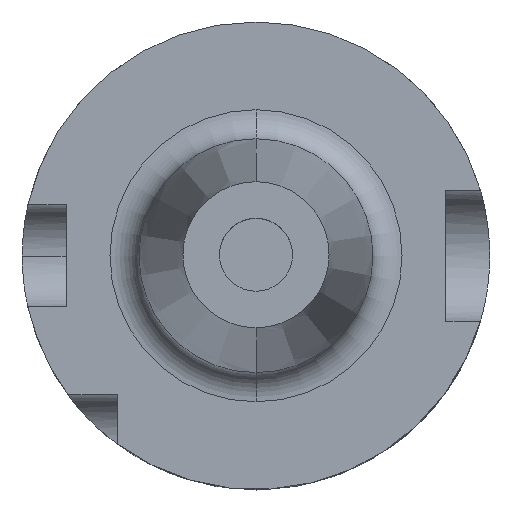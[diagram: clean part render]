
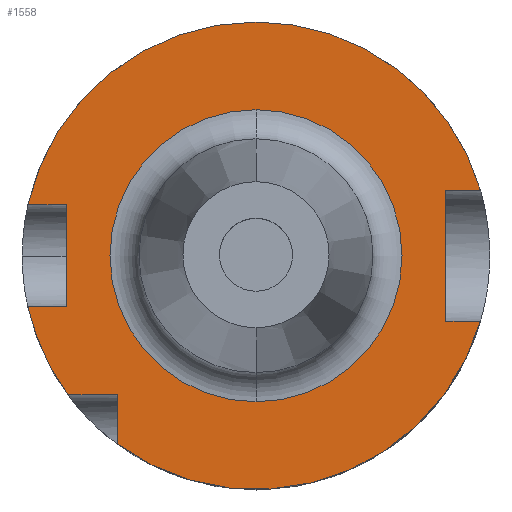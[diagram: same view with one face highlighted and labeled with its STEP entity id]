
A CAD part, top view. The second image highlights one B-rep face of the part: STEP entity #1558.
In plain terms, the highlighted planar face has unit normal (0, 0, 1).
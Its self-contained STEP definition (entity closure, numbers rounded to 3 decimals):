
#11 = ORIENTED_EDGE ( 'NONE', *, *, #1164, .F. ) ;
#34 = AXIS2_PLACEMENT_3D ( 'NONE', #3207, #1118, #2377 ) ;
#100 = CARTESIAN_POINT ( 'NONE',  ( 0., 0., 20. ) ) ;
#101 = AXIS2_PLACEMENT_3D ( 'NONE', #2351, #1324, #539 ) ;
#129 = VERTEX_POINT ( 'NONE', #1771 ) ;
#158 = VERTEX_POINT ( 'NONE', #1299 ) ;
#187 = DIRECTION ( 'NONE',  ( 0., 0., -1. ) ) ;
#220 = EDGE_LOOP ( 'NONE', ( #2207, #599, #2361, #851, #309, #11, #1050, #861, #1342, #366, #828, #2259 ) ) ;
#251 = VERTEX_POINT ( 'NONE', #1113 ) ;
#291 = VECTOR ( 'NONE', #1161, 1000. ) ;
#309 = ORIENTED_EDGE ( 'NONE', *, *, #2686, .F. ) ;
#323 = CIRCLE ( 'NONE', #3276, 9.997 ) ;
#329 = CARTESIAN_POINT ( 'NONE',  ( -15.612, 3.5, 20. ) ) ;
#366 = ORIENTED_EDGE ( 'NONE', *, *, #958, .F. ) ;
#374 = CIRCLE ( 'NONE', #628, 16. ) ;
#383 = AXIS2_PLACEMENT_3D ( 'NONE', #1517, #187, #1775 ) ;
#438 = VECTOR ( 'NONE', #2184, 1000. ) ;
#462 = CARTESIAN_POINT ( 'NONE',  ( 23., 4.5, 20. ) ) ;
#507 = CARTESIAN_POINT ( 'NONE',  ( -23., 3.5, 20. ) ) ;
#539 = DIRECTION ( 'NONE',  ( 0., -1., 0. ) ) ;
#599 = ORIENTED_EDGE ( 'NONE', *, *, #1239, .T. ) ;
#628 = AXIS2_PLACEMENT_3D ( 'NONE', #3293, #1728, #2245 ) ;
#828 = ORIENTED_EDGE ( 'NONE', *, *, #1995, .F. ) ;
#836 = DIRECTION ( 'NONE',  ( 0., 1., 0. ) ) ;
#844 = CARTESIAN_POINT ( 'NONE',  ( -13., 3.5, 20. ) ) ;
#851 = ORIENTED_EDGE ( 'NONE', *, *, #2850, .F. ) ;
#861 = ORIENTED_EDGE ( 'NONE', *, *, #1822, .T. ) ;
#865 = CARTESIAN_POINT ( 'NONE',  ( 13., 4.5, 20. ) ) ;
#894 = DIRECTION ( 'NONE',  ( 0., -1., 0. ) ) ;
#928 = LINE ( 'NONE', #2188, #2496 ) ;
#958 = EDGE_CURVE ( 'NONE', #129, #1288, #2582, .T. ) ;
#982 = EDGE_CURVE ( 'NONE', #158, #2013, #2074, .T. ) ;
#1011 = LINE ( 'NONE', #1915, #1390 ) ;
#1050 = ORIENTED_EDGE ( 'NONE', *, *, #982, .F. ) ;
#1110 = ORIENTED_EDGE ( 'NONE', *, *, #3331, .T. ) ;
#1113 = CARTESIAN_POINT ( 'NONE',  ( 13., -4.5, 20. ) ) ;
#1118 = DIRECTION ( 'NONE',  ( 0., 0., -1. ) ) ;
#1144 = DIRECTION ( 'NONE',  ( 0., -1., 0. ) ) ;
#1161 = DIRECTION ( 'NONE',  ( 1., 0., 0. ) ) ;
#1164 = EDGE_CURVE ( 'NONE', #2013, #3119, #928, .T. ) ;
#1195 = VECTOR ( 'NONE', #1573, 1000. ) ;
#1205 = VERTEX_POINT ( 'NONE', #1904 ) ;
#1207 = CARTESIAN_POINT ( 'NONE',  ( 0., 9.997, 20. ) ) ;
#1208 = CARTESIAN_POINT ( 'NONE',  ( 13., 4.5, 20. ) ) ;
#1217 = DIRECTION ( 'NONE',  ( 0., 1., 0. ) ) ;
#1220 = LINE ( 'NONE', #3231, #438 ) ;
#1239 = EDGE_CURVE ( 'NONE', #1652, #2910, #1011, .T. ) ;
#1247 = AXIS2_PLACEMENT_3D ( 'NONE', #1433, #2725, #3265 ) ;
#1288 = VERTEX_POINT ( 'NONE', #1208 ) ;
#1299 = CARTESIAN_POINT ( 'NONE',  ( 15.354, -4.5, 20. ) ) ;
#1303 = EDGE_CURVE ( 'NONE', #1722, #1205, #1628, .T. ) ;
#1324 = DIRECTION ( 'NONE',  ( 0., 0., 1. ) ) ;
#1342 = ORIENTED_EDGE ( 'NONE', *, *, #2187, .F. ) ;
#1360 = VERTEX_POINT ( 'NONE', #1988 ) ;
#1390 = VECTOR ( 'NONE', #1144, 1000. ) ;
#1433 = CARTESIAN_POINT ( 'NONE',  ( 0., 0., 20. ) ) ;
#1434 = FACE_OUTER_BOUND ( 'NONE', #220, .T. ) ;
#1470 = FACE_BOUND ( 'NONE', #2200, .T. ) ;
#1471 = CARTESIAN_POINT ( 'NONE',  ( -9.5, -9.5, 20. ) ) ;
#1517 = CARTESIAN_POINT ( 'NONE',  ( 0., 0., 20. ) ) ;
#1558 = ADVANCED_FACE ( 'NONE', ( #1470, #1434 ), #2860, .T. ) ;
#1568 = LINE ( 'NONE', #865, #2675 ) ;
#1573 = DIRECTION ( 'NONE',  ( 1., 0., 0. ) ) ;
#1615 = CARTESIAN_POINT ( 'NONE',  ( -13., -3.5, 20. ) ) ;
#1619 = ORIENTED_EDGE ( 'NONE', *, *, #2643, .T. ) ;
#1628 = CIRCLE ( 'NONE', #1857, 16. ) ;
#1640 = CARTESIAN_POINT ( 'NONE',  ( -15.612, -3.5, 20. ) ) ;
#1652 = VERTEX_POINT ( 'NONE', #844 ) ;
#1691 = CARTESIAN_POINT ( 'NONE',  ( -23., -3.5, 20. ) ) ;
#1722 = VERTEX_POINT ( 'NONE', #329 ) ;
#1728 = DIRECTION ( 'NONE',  ( 0., 0., -1. ) ) ;
#1771 = CARTESIAN_POINT ( 'NONE',  ( 15.354, 4.5, 20. ) ) ;
#1775 = DIRECTION ( 'NONE',  ( 0., -1., 0. ) ) ;
#1822 = EDGE_CURVE ( 'NONE', #158, #251, #1220, .T. ) ;
#1857 = AXIS2_PLACEMENT_3D ( 'NONE', #2747, #3286, #1217 ) ;
#1904 = CARTESIAN_POINT ( 'NONE',  ( 0., 16., 20. ) ) ;
#1915 = CARTESIAN_POINT ( 'NONE',  ( -13., -3.5, 20. ) ) ;
#1988 = CARTESIAN_POINT ( 'NONE',  ( 0., -9.997, 20. ) ) ;
#1995 = EDGE_CURVE ( 'NONE', #1205, #129, #374, .T. ) ;
#2013 = VERTEX_POINT ( 'NONE', #3367 ) ;
#2074 = CIRCLE ( 'NONE', #1247, 16. ) ;
#2184 = DIRECTION ( 'NONE',  ( -1., 0., 0. ) ) ;
#2187 = EDGE_CURVE ( 'NONE', #1288, #251, #1568, .T. ) ;
#2188 = CARTESIAN_POINT ( 'NONE',  ( -9.5, 16., 20. ) ) ;
#2200 = EDGE_LOOP ( 'NONE', ( #1110, #1619 ) ) ;
#2207 = ORIENTED_EDGE ( 'NONE', *, *, #2584, .T. ) ;
#2245 = DIRECTION ( 'NONE',  ( 0., 1., 0. ) ) ;
#2259 = ORIENTED_EDGE ( 'NONE', *, *, #1303, .F. ) ;
#2294 = LINE ( 'NONE', #507, #1195 ) ;
#2328 = EDGE_CURVE ( 'NONE', #2864, #2910, #3202, .T. ) ;
#2351 = CARTESIAN_POINT ( 'NONE',  ( 0., 16., 20. ) ) ;
#2361 = ORIENTED_EDGE ( 'NONE', *, *, #2328, .F. ) ;
#2377 = DIRECTION ( 'NONE',  ( 0., 1., 0. ) ) ;
#2467 = VECTOR ( 'NONE', #3351, 1000. ) ;
#2474 = DIRECTION ( 'NONE',  ( 0., 0., -1. ) ) ;
#2496 = VECTOR ( 'NONE', #836, 1000. ) ;
#2548 = DIRECTION ( 'NONE',  ( -1., 0., 0. ) ) ;
#2582 = LINE ( 'NONE', #462, #2619 ) ;
#2584 = EDGE_CURVE ( 'NONE', #1722, #1652, #2294, .T. ) ;
#2589 = CARTESIAN_POINT ( 'NONE',  ( 0., -9.5, 20. ) ) ;
#2619 = VECTOR ( 'NONE', #2548, 1000. ) ;
#2643 = EDGE_CURVE ( 'NONE', #3090, #1360, #3319, .T. ) ;
#2675 = VECTOR ( 'NONE', #3215, 1000. ) ;
#2686 = EDGE_CURVE ( 'NONE', #3119, #2997, #3159, .T. ) ;
#2725 = DIRECTION ( 'NONE',  ( 0., 0., -1. ) ) ;
#2739 = CIRCLE ( 'NONE', #34, 16. ) ;
#2747 = CARTESIAN_POINT ( 'NONE',  ( 0., 0., 20. ) ) ;
#2850 = EDGE_CURVE ( 'NONE', #2997, #2864, #2739, .T. ) ;
#2860 = PLANE ( 'NONE',  #101 ) ;
#2864 = VERTEX_POINT ( 'NONE', #1640 ) ;
#2910 = VERTEX_POINT ( 'NONE', #1615 ) ;
#2994 = CARTESIAN_POINT ( 'NONE',  ( -12.874, -9.5, 20. ) ) ;
#2997 = VERTEX_POINT ( 'NONE', #2994 ) ;
#3090 = VERTEX_POINT ( 'NONE', #1207 ) ;
#3119 = VERTEX_POINT ( 'NONE', #1471 ) ;
#3159 = LINE ( 'NONE', #2589, #2467 ) ;
#3202 = LINE ( 'NONE', #1691, #291 ) ;
#3207 = CARTESIAN_POINT ( 'NONE',  ( 0., 0., 20. ) ) ;
#3215 = DIRECTION ( 'NONE',  ( 0., -1., 0. ) ) ;
#3231 = CARTESIAN_POINT ( 'NONE',  ( 23., -4.5, 20. ) ) ;
#3265 = DIRECTION ( 'NONE',  ( 0., 1., 0. ) ) ;
#3276 = AXIS2_PLACEMENT_3D ( 'NONE', #100, #2474, #894 ) ;
#3286 = DIRECTION ( 'NONE',  ( 0., 0., -1. ) ) ;
#3293 = CARTESIAN_POINT ( 'NONE',  ( 0., 0., 20. ) ) ;
#3319 = CIRCLE ( 'NONE', #383, 9.997 ) ;
#3331 = EDGE_CURVE ( 'NONE', #1360, #3090, #323, .T. ) ;
#3351 = DIRECTION ( 'NONE',  ( -1., 0., 0. ) ) ;
#3367 = CARTESIAN_POINT ( 'NONE',  ( -9.5, -12.874, 20. ) ) ;
